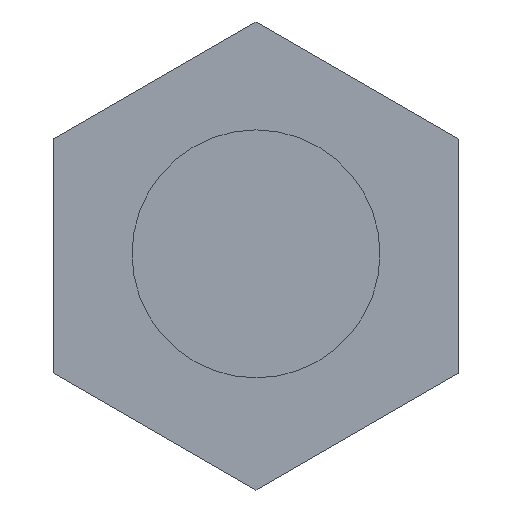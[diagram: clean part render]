
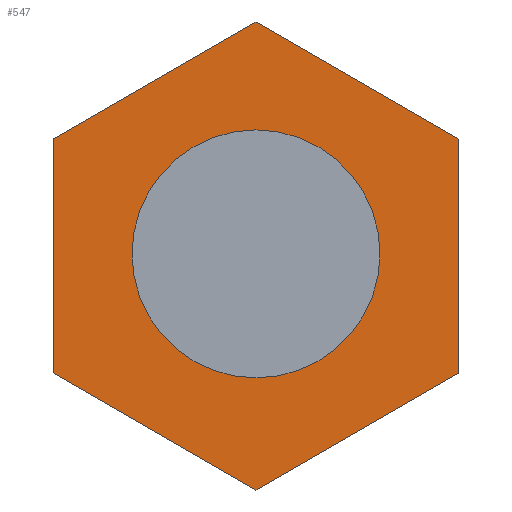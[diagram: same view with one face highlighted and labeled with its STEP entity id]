
A CAD part, front view. The second image highlights one B-rep face of the part: STEP entity #547.
In plain terms, the highlighted planar face has unit normal (0, -1, 0).
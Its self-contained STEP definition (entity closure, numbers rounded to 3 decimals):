
#33=LINE('',#740,#75);
#36=LINE('',#746,#78);
#39=LINE('',#752,#81);
#42=LINE('',#758,#84);
#45=LINE('',#764,#87);
#47=LINE('',#767,#89);
#75=VECTOR('',#632,1000.);
#78=VECTOR('',#637,1000.);
#81=VECTOR('',#642,1000.);
#84=VECTOR('',#647,1000.);
#87=VECTOR('',#652,1000.);
#89=VECTOR('',#656,1000.);
#150=ORIENTED_EDGE('',*,*,#203,.T.);
#151=ORIENTED_EDGE('',*,*,#233,.F.);
#152=ORIENTED_EDGE('',*,*,#231,.F.);
#153=ORIENTED_EDGE('',*,*,#228,.F.);
#154=ORIENTED_EDGE('',*,*,#225,.F.);
#155=ORIENTED_EDGE('',*,*,#222,.F.);
#156=ORIENTED_EDGE('',*,*,#219,.F.);
#203=EDGE_CURVE('',#250,#250,#281,.T.);
#219=EDGE_CURVE('',#266,#264,#33,.T.);
#222=EDGE_CURVE('',#264,#268,#36,.T.);
#225=EDGE_CURVE('',#268,#270,#39,.T.);
#228=EDGE_CURVE('',#270,#272,#42,.T.);
#231=EDGE_CURVE('',#272,#274,#45,.T.);
#233=EDGE_CURVE('',#274,#266,#47,.T.);
#250=VERTEX_POINT('',#704);
#264=VERTEX_POINT('',#735);
#266=VERTEX_POINT('',#739);
#268=VERTEX_POINT('',#744);
#270=VERTEX_POINT('',#750);
#272=VERTEX_POINT('',#756);
#274=VERTEX_POINT('',#762);
#281=CIRCLE('',#569,4.283);
#301=EDGE_LOOP('',(#150));
#302=EDGE_LOOP('',(#151,#152,#153,#154,#155,#156));
#331=FACE_BOUND('',#301,.T.);
#332=FACE_BOUND('',#302,.T.);
#353=PLANE('',#581);
#547=ADVANCED_FACE('',(#331,#332),#353,.F.);
#569=AXIS2_PLACEMENT_3D('',#703,#605,#606);
#581=AXIS2_PLACEMENT_3D('',#768,#657,#658);
#605=DIRECTION('',(0.,1.,0.));
#606=DIRECTION('',(0.,0.,1.));
#632=DIRECTION('',(0.866,0.,0.5));
#637=DIRECTION('',(0.866,0.,-0.5));
#642=DIRECTION('',(0.,0.,-1.));
#647=DIRECTION('',(-0.866,0.,-0.5));
#652=DIRECTION('',(-0.866,0.,0.5));
#656=DIRECTION('',(0.,0.,1.));
#657=DIRECTION('',(0.,1.,0.));
#658=DIRECTION('',(0.,0.,1.));
#703=CARTESIAN_POINT('',(0.,-4.,0.073));
#704=CARTESIAN_POINT('',(0.,-4.,4.356));
#735=CARTESIAN_POINT('',(0.,-4.,8.083));
#739=CARTESIAN_POINT('',(-7.,-4.,4.041));
#740=CARTESIAN_POINT('',(-7.,-4.,4.041));
#744=CARTESIAN_POINT('',(7.,-4.,4.041));
#746=CARTESIAN_POINT('',(0.,-4.,8.083));
#750=CARTESIAN_POINT('',(7.,-4.,-4.041));
#752=CARTESIAN_POINT('',(7.,-4.,4.041));
#756=CARTESIAN_POINT('',(0.,-4.,-8.083));
#758=CARTESIAN_POINT('',(7.,-4.,-4.041));
#762=CARTESIAN_POINT('',(-7.,-4.,-4.041));
#764=CARTESIAN_POINT('',(0.,-4.,-8.083));
#767=CARTESIAN_POINT('',(-7.,-4.,-4.041));
#768=CARTESIAN_POINT('',(0.,-4.,0.));
